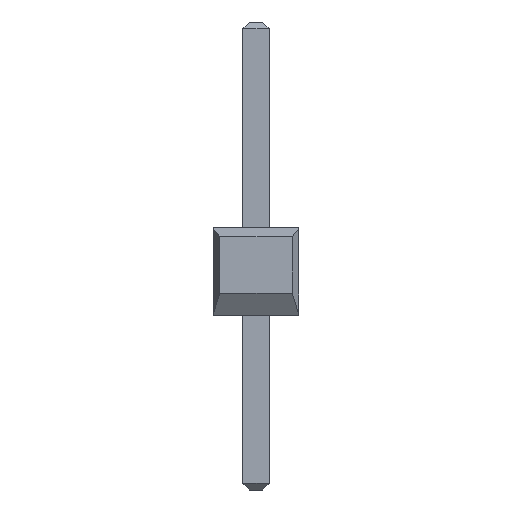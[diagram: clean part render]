
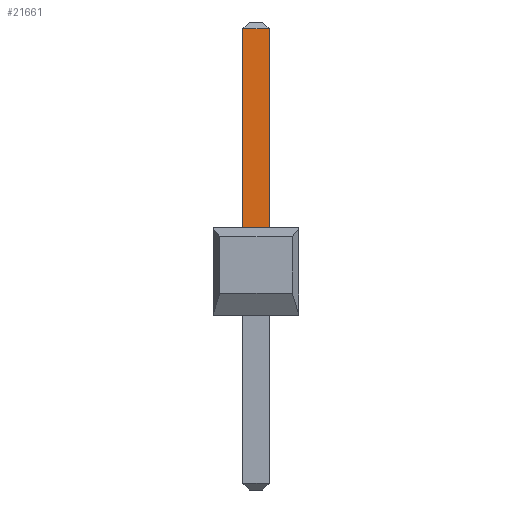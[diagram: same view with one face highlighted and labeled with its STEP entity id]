
A CAD part, left-side view. The second image highlights one B-rep face of the part: STEP entity #21661.
In plain terms, the highlighted planar face has unit normal (-1, 0, 0).
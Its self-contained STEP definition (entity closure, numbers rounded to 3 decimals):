
#21427=CARTESIAN_POINT('',(-0.381,0.381,8.318));
#21426=VERTEX_POINT('',#21427);
#21476=CARTESIAN_POINT('',(-0.381,-0.381,8.318));
#21475=VERTEX_POINT('',#21476);
#21474=EDGE_CURVE('',#21475,#21426,#21479,.T.);
#21479=LINE('',#21476,#21481);
#21481=VECTOR('',#21482,0.762);
#21482=DIRECTION('',(0.0,1.0,0.0));
#21623=CARTESIAN_POINT('',(-0.381,0.381,2.532));
#21622=VERTEX_POINT('',#21623);
#21631=EDGE_CURVE('',#21426,#21622,#21636,.T.);
#21636=LINE('',#21427,#21638);
#21638=VECTOR('',#21639,5.787);
#21639=DIRECTION('',(0.0,0.0,-1.0));
#21661=ADVANCED_FACE('',(#21667),#21662,.T.);
#21662=PLANE('',#21663);
#21663=AXIS2_PLACEMENT_3D('',#21664,#21665,#21666);
#21664=CARTESIAN_POINT('',(-0.381,0.381,2.532));
#21665=DIRECTION('',(-1.0,0.0,0.0));
#21666=DIRECTION('',(0.,0.,1.));
#21667=FACE_OUTER_BOUND('',#21668,.T.);
#21668=EDGE_LOOP('',(#21669,#21679,#21689,#21699));
#21672=CARTESIAN_POINT('',(-0.381,-0.381,2.532));
#21671=VERTEX_POINT('',#21672);
#21670=EDGE_CURVE('',#21671,#21622,#21675,.T.);
#21675=LINE('',#21672,#21677);
#21677=VECTOR('',#21678,0.762);
#21678=DIRECTION('',(0.0,1.0,0.0));
#21669=ORIENTED_EDGE('',*,*,#21670,.F.);
#21680=EDGE_CURVE('',#21475,#21671,#21685,.T.);
#21685=LINE('',#21476,#21687);
#21687=VECTOR('',#21688,5.787);
#21688=DIRECTION('',(0.0,0.0,-1.0));
#21679=ORIENTED_EDGE('',*,*,#21680,.F.);
#21689=ORIENTED_EDGE('',*,*,#21474,.T.);
#21699=ORIENTED_EDGE('',*,*,#21631,.T.);
